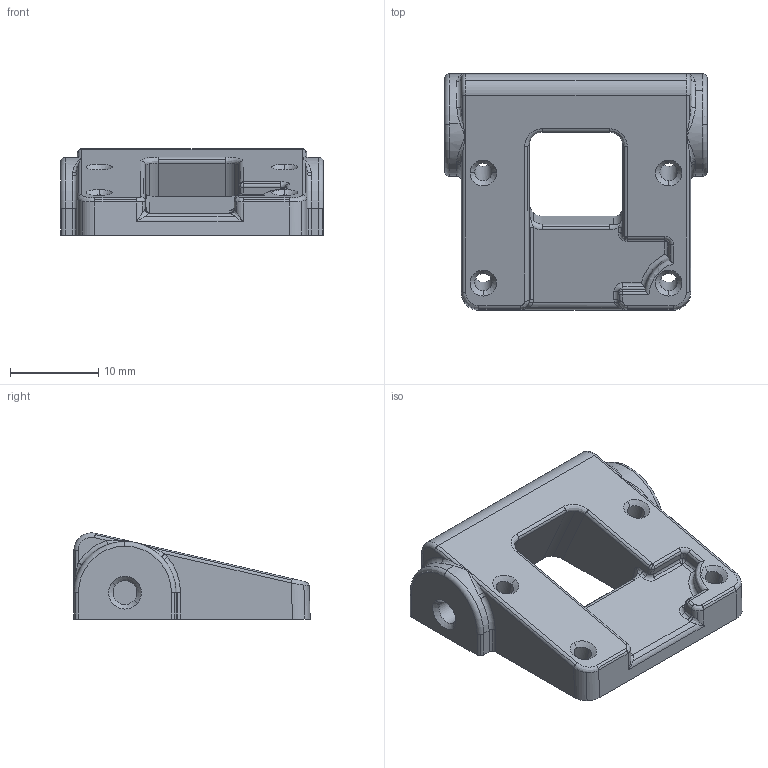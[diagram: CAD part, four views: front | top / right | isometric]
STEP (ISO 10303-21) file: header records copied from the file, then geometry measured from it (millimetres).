
FILE_DESCRIPTION(('STEP AP214'),'1');
FILE_NAME('PiCamera_holder.stp','2023-01-30T20:00:34',(' '),(' '),'Spatial InterOp 3D',' ',' ');
FILE_SCHEMA(('AUTOMOTIVE_DESIGN { 1 0 10303 214 1 1 1 1 }'));
Length unit declared in the file: metre
Products named in the file (1): PiCamera_holder
Bounding box: 29.79 x 26.78 x 9.76 mm (x, y, z)
Volume: 3917.9 mm3; surface area: 2538.2 mm2
Topology: 1 solids, 1 shells, 173 faces, 455 edges, 274 vertices
Faces by surface type: cylinder 97, plane 23, torus 19, bspline 16, cone 12, sphere 6
Entity records: 9081 total; most frequent: CARTESIAN_POINT 4739, DIRECTION 977, ORIENTED_EDGE 888, EDGE_CURVE 444, AXIS2_PLACEMENT_3D 405, VERTEX_POINT 274, CIRCLE 196, EDGE_LOOP 184
